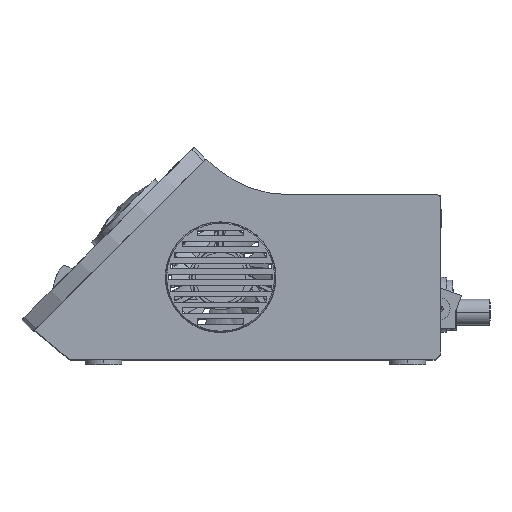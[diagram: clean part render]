
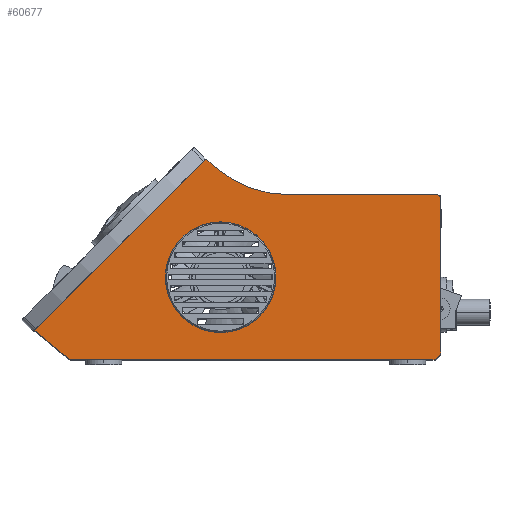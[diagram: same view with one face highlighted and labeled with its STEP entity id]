
A CAD part, top view. The second image highlights one B-rep face of the part: STEP entity #60677.
In plain terms, the highlighted face is planar.
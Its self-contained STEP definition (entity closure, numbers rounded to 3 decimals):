
#60410 = EDGE_CURVE ( 'NONE', #60441, #60448, #113248, .T. ) ;
#60425 = VERTEX_POINT ( 'NONE', #113233 ) ;
#60441 = VERTEX_POINT ( 'NONE', #113287 ) ;
#60446 = EDGE_CURVE ( 'NONE', #60448, #60441, #113286, .T. ) ;
#60448 = VERTEX_POINT ( 'NONE', #113281 ) ;
#60496 = EDGE_CURVE ( 'NONE', #60610, #60497, #113275, .T. ) ;
#60497 = VERTEX_POINT ( 'NONE', #113266 ) ;
#60515 = VERTEX_POINT ( 'NONE', #113313 ) ;
#60519 = EDGE_CURVE ( 'NONE', #60544, #60515, #113312, .T. ) ;
#60531 = EDGE_CURVE ( 'NONE', #60515, #60610, #113306, .T. ) ;
#60533 = EDGE_CURVE ( 'NONE', #60534, #60425, #113297, .T. ) ;
#60534 = VERTEX_POINT ( 'NONE', #113293 ) ;
#60543 = EDGE_CURVE ( 'NONE', #60425, #60544, #113349, .T. ) ;
#60544 = VERTEX_POINT ( 'NONE', #113340 ) ;
#60554 = ORIENTED_EDGE ( 'NONE', *, *, #60533, .T. ) ;
#60556 = ORIENTED_EDGE ( 'NONE', *, *, #60543, .T. ) ;
#60575 = VERTEX_POINT ( 'NONE', #113384 ) ;
#60579 = EDGE_CURVE ( 'NONE', #60592, #60575, #113383, .T. ) ;
#60580 = EDGE_CURVE ( 'NONE', #60497, #60607, #113379, .T. ) ;
#60591 = EDGE_CURVE ( 'NONE', #60607, #60592, #113374, .T. ) ;
#60592 = VERTEX_POINT ( 'NONE', #113365 ) ;
#60607 = VERTEX_POINT ( 'NONE', #113409 ) ;
#60610 = VERTEX_POINT ( 'NONE', #113408 ) ;
#60649 = ORIENTED_EDGE ( 'NONE', *, *, #60519, .T. ) ;
#60650 = ORIENTED_EDGE ( 'NONE', *, *, #60531, .T. ) ;
#60651 = ORIENTED_EDGE ( 'NONE', *, *, #60496, .T. ) ;
#60652 = ORIENTED_EDGE ( 'NONE', *, *, #60580, .T. ) ;
#60654 = ORIENTED_EDGE ( 'NONE', *, *, #60591, .T. ) ;
#60656 = EDGE_LOOP ( 'NONE', ( #60657, #60658 ) ) ;
#60657 = ORIENTED_EDGE ( 'NONE', *, *, #60446, .T. ) ;
#60658 = ORIENTED_EDGE ( 'NONE', *, *, #60410, .T. ) ;
#60666 = EDGE_CURVE ( 'NONE', #60575, #60534, #113470, .T. ) ;
#60677 = ADVANCED_FACE ( 'NONE', ( #113465, #113464 ), #113449, .T. ) ;
#60681 = EDGE_LOOP ( 'NONE', ( #60683, #60685, #60554, #60556, #60649, #60650, #60651, #60652, #60654 ) ) ;
#60683 = ORIENTED_EDGE ( 'NONE', *, *, #60579, .T. ) ;
#60685 = ORIENTED_EDGE ( 'NONE', *, *, #60666, .T. ) ;
#113233 = CARTESIAN_POINT ( 'NONE',  ( 0.006, 58., -3. ) ) ;
#113244 = DIRECTION ( 'NONE',  ( -1., 0., 0. ) ) ;
#113245 = DIRECTION ( 'NONE',  ( 0., 0., 1. ) ) ;
#113246 = CARTESIAN_POINT ( 'NONE',  ( 80.006, 30., -3. ) ) ;
#113247 = AXIS2_PLACEMENT_3D ( 'NONE', #113246, #113245, #113244 ) ;
#113248 = CIRCLE ( 'NONE', #113247, 20.1 ) ;
#113266 = CARTESIAN_POINT ( 'NONE',  ( 85.392, 72.91, -3. ) ) ;
#113267 = DIRECTION ( 'NONE',  ( 0.766, 0.643, 0. ) ) ;
#113268 = VECTOR ( 'NONE', #113267, 1000. ) ;
#113269 = CARTESIAN_POINT ( 'NONE',  ( 81.159, 69.358, -3. ) ) ;
#113275 = LINE ( 'NONE', #113269, #113268 ) ;
#113281 = CARTESIAN_POINT ( 'NONE',  ( 100.106, 30., -3. ) ) ;
#113282 = DIRECTION ( 'NONE',  ( -1., 0., 0. ) ) ;
#113283 = DIRECTION ( 'NONE',  ( 0., 0., 1. ) ) ;
#113284 = CARTESIAN_POINT ( 'NONE',  ( 80.006, 30., -3. ) ) ;
#113285 = AXIS2_PLACEMENT_3D ( 'NONE', #113284, #113283, #113282 ) ;
#113286 = CIRCLE ( 'NONE', #113285, 20.1 ) ;
#113287 = CARTESIAN_POINT ( 'NONE',  ( 59.906, 30., -3. ) ) ;
#113293 = CARTESIAN_POINT ( 'NONE',  ( 0.006, 3., -3. ) ) ;
#113294 = DIRECTION ( 'NONE',  ( 0., 1., 0. ) ) ;
#113295 = VECTOR ( 'NONE', #113294, 1000. ) ;
#113296 = CARTESIAN_POINT ( 'NONE',  ( 0.006, 16.782, -3. ) ) ;
#113297 = LINE ( 'NONE', #113296, #113295 ) ;
#113298 = DIRECTION ( 'NONE',  ( 1., 0., 0. ) ) ;
#113299 = DIRECTION ( 'NONE',  ( 0., 0., 1. ) ) ;
#113300 = CARTESIAN_POINT ( 'NONE',  ( 55.447, 100., -3. ) ) ;
#113301 = AXIS2_PLACEMENT_3D ( 'NONE', #113300, #113299, #113298 ) ;
#113306 = CIRCLE ( 'NONE', #113301, 40. ) ;
#113309 = DIRECTION ( 'NONE',  ( 1., 0., 0. ) ) ;
#113310 = VECTOR ( 'NONE', #113309, 1000. ) ;
#113311 = CARTESIAN_POINT ( 'NONE',  ( 150.006, 60., -3. ) ) ;
#113312 = LINE ( 'NONE', #113311, #113310 ) ;
#113313 = CARTESIAN_POINT ( 'NONE',  ( 55.447, 60., -3. ) ) ;
#113340 = CARTESIAN_POINT ( 'NONE',  ( 2.006, 60., -3. ) ) ;
#113341 = DIRECTION ( 'NONE',  ( -1., 0., 0. ) ) ;
#113342 = DIRECTION ( 'NONE',  ( 0., 0., -1. ) ) ;
#113343 = CARTESIAN_POINT ( 'NONE',  ( 2.006, 58., -3. ) ) ;
#113344 = AXIS2_PLACEMENT_3D ( 'NONE', #113343, #113342, #113341 ) ;
#113349 = CIRCLE ( 'NONE', #113344, 2. ) ;
#113365 = CARTESIAN_POINT ( 'NONE',  ( 134.673, 0., -3. ) ) ;
#113366 = DIRECTION ( 'NONE',  ( -0.766, -0.643, 0. ) ) ;
#113367 = VECTOR ( 'NONE', #113366, 1000. ) ;
#113368 = CARTESIAN_POINT ( 'NONE',  ( 147.522, 10.781, -3. ) ) ;
#113374 = LINE ( 'NONE', #113368, #113367 ) ;
#113376 = DIRECTION ( 'NONE',  ( 0.707, -0.707, 0. ) ) ;
#113377 = VECTOR ( 'NONE', #113376, 1000. ) ;
#113378 = CARTESIAN_POINT ( 'NONE',  ( 85.392, 72.91, -3. ) ) ;
#113379 = LINE ( 'NONE', #113378, #113377 ) ;
#113380 = DIRECTION ( 'NONE',  ( -1., 0., 0. ) ) ;
#113381 = VECTOR ( 'NONE', #113380, 1000. ) ;
#113382 = CARTESIAN_POINT ( 'NONE',  ( 150.006, 0., -3. ) ) ;
#113383 = LINE ( 'NONE', #113382, #113381 ) ;
#113384 = CARTESIAN_POINT ( 'NONE',  ( 3.006, 0., -3. ) ) ;
#113408 = CARTESIAN_POINT ( 'NONE',  ( 81.159, 69.358, -3. ) ) ;
#113409 = CARTESIAN_POINT ( 'NONE',  ( 147.522, 10.781, -3. ) ) ;
#113444 = DIRECTION ( 'NONE',  ( -1., 0., 0. ) ) ;
#113445 = DIRECTION ( 'NONE',  ( 0., 0., -1. ) ) ;
#113446 = CARTESIAN_POINT ( 'NONE',  ( 150.006, 16.782, -3. ) ) ;
#113447 = AXIS2_PLACEMENT_3D ( 'NONE', #113446, #113445, #113444 ) ;
#113449 = PLANE ( 'NONE',  #113447 ) ;
#113464 = FACE_BOUND ( 'NONE', #60656, .T. ) ;
#113465 = FACE_OUTER_BOUND ( 'NONE', #60681, .T. ) ;
#113466 = DIRECTION ( 'NONE',  ( -1., 0., 0. ) ) ;
#113467 = DIRECTION ( 'NONE',  ( 0., 0., -1. ) ) ;
#113468 = CARTESIAN_POINT ( 'NONE',  ( 3.006, 3., -3. ) ) ;
#113469 = AXIS2_PLACEMENT_3D ( 'NONE', #113468, #113467, #113466 ) ;
#113470 = CIRCLE ( 'NONE', #113469, 3. ) ;
